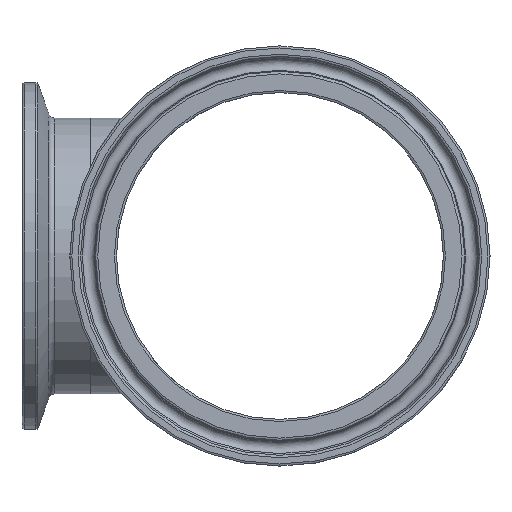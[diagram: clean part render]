
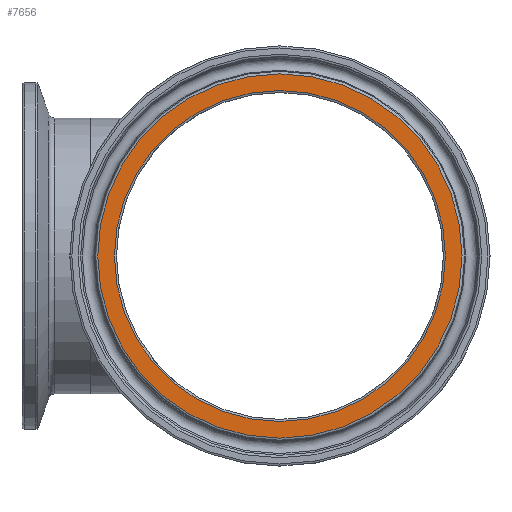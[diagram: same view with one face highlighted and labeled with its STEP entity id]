
A CAD part, left-side view. The second image highlights one B-rep face of the part: STEP entity #7656.
In plain terms, the highlighted planar face has unit normal (-1, 0, 0).
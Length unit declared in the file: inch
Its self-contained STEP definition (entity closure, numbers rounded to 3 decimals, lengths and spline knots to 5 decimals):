
#178=FACE_BOUND('',#1495,.T.);
#369=PLANE('',#8133);
#976=FACE_OUTER_BOUND('',#1494,.T.);
#1494=EDGE_LOOP('',(#7115));
#1495=EDGE_LOOP('',(#7116));
#3079=CIRCLE('',#8132,1.2);
#3080=CIRCLE('',#8134,1.32066);
#3834=VERTEX_POINT('',#16670);
#3835=VERTEX_POINT('',#16673);
#4937=EDGE_CURVE('',#3834,#3834,#3079,.T.);
#4938=EDGE_CURVE('',#3835,#3835,#3080,.T.);
#7115=ORIENTED_EDGE('',*,*,#4938,.F.);
#7116=ORIENTED_EDGE('',*,*,#4937,.F.);
#7656=ADVANCED_FACE('',(#976,#178),#369,.T.);
#8132=AXIS2_PLACEMENT_3D('',#16671,#9576,#9577);
#8133=AXIS2_PLACEMENT_3D('',#16672,#9578,#9579);
#8134=AXIS2_PLACEMENT_3D('',#16674,#9580,#9581);
#9576=DIRECTION('center_axis',(-1.,0.,0.));
#9577=DIRECTION('ref_axis',(0.,-1.,0.));
#9578=DIRECTION('center_axis',(-1.,0.,0.));
#9579=DIRECTION('ref_axis',(0.,0.,1.));
#9580=DIRECTION('center_axis',(1.,0.,0.));
#9581=DIRECTION('ref_axis',(0.,-1.,0.));
#16670=CARTESIAN_POINT('',(-2.844,1.2,0.));
#16671=CARTESIAN_POINT('Origin',(-2.844,0.,0.));
#16672=CARTESIAN_POINT('Origin',(-2.844,1.33466,0.));
#16673=CARTESIAN_POINT('',(-2.844,1.32066,0.));
#16674=CARTESIAN_POINT('Origin',(-2.844,0.,0.));
